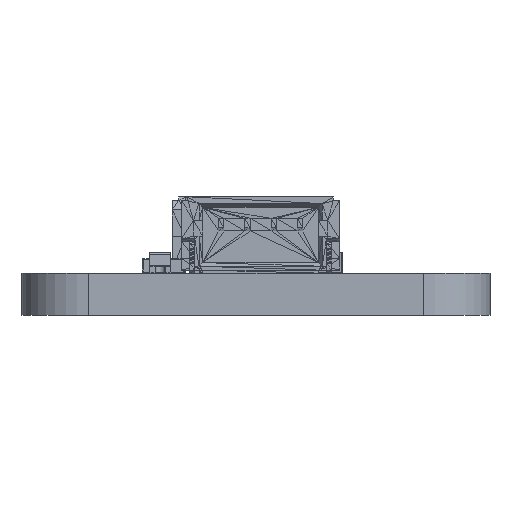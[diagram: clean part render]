
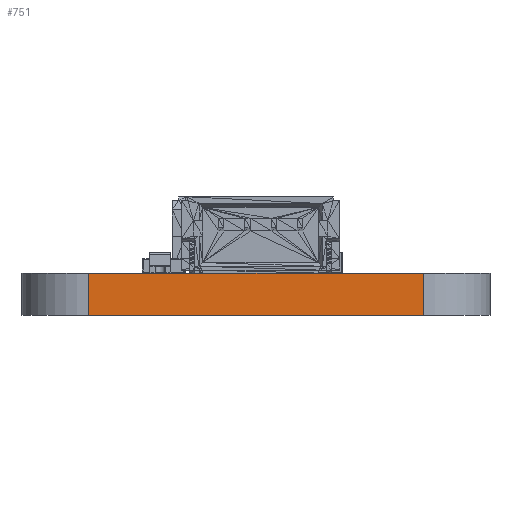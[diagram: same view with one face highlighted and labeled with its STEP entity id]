
A CAD part, left-side view. The second image highlights one B-rep face of the part: STEP entity #751.
In plain terms, the highlighted planar face has unit normal (-1, 0, 0).
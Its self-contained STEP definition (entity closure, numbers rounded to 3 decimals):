
#95 = VECTOR ( 'NONE', #14197, 1000. ) ;
#493 = VERTEX_POINT ( 'NONE', #37672 ) ;
#751 = ADVANCED_FACE ( 'NONE', ( #1813 ), #17687, .T. ) ;
#755 = ORIENTED_EDGE ( 'NONE', *, *, #10085, .F. ) ;
#1577 = VECTOR ( 'NONE', #26995, 1000. ) ;
#1813 = FACE_OUTER_BOUND ( 'NONE', #12929, .T. ) ;
#1846 = ORIENTED_EDGE ( 'NONE', *, *, #5515, .F. ) ;
#2023 = CARTESIAN_POINT ( 'NONE',  ( 0., 15.24, -1.6 ) ) ;
#2218 = AXIS2_PLACEMENT_3D ( 'NONE', #27141, #39706, #30432 ) ;
#2364 = EDGE_CURVE ( 'NONE', #30381, #493, #13793, .T. ) ;
#5515 = EDGE_CURVE ( 'NONE', #30381, #21974, #27199, .T. ) ;
#6424 = LINE ( 'NONE', #9910, #32097 ) ;
#9354 = DIRECTION ( 'NONE',  ( 0., -1., 0. ) ) ;
#9910 = CARTESIAN_POINT ( 'NONE',  ( 0., 2.54, -1.6 ) ) ;
#10085 = EDGE_CURVE ( 'NONE', #21974, #36902, #34273, .T. ) ;
#12929 = EDGE_LOOP ( 'NONE', ( #755, #1846, #17909, #35800 ) ) ;
#13793 = LINE ( 'NONE', #2023, #95 ) ;
#14197 = DIRECTION ( 'NONE',  ( 0., -1., 0. ) ) ;
#17687 = PLANE ( 'NONE',  #2218 ) ;
#17909 = ORIENTED_EDGE ( 'NONE', *, *, #2364, .T. ) ;
#19606 = DIRECTION ( 'NONE',  ( 0., 0., 1. ) ) ;
#21717 = CARTESIAN_POINT ( 'NONE',  ( 0., 15.24, 0. ) ) ;
#21974 = VERTEX_POINT ( 'NONE', #35049 ) ;
#26995 = DIRECTION ( 'NONE',  ( 0., 0., 1. ) ) ;
#27141 = CARTESIAN_POINT ( 'NONE',  ( 0., 15.24, -1.6 ) ) ;
#27199 = LINE ( 'NONE', #36469, #1577 ) ;
#27421 = CARTESIAN_POINT ( 'NONE',  ( 0., 15.24, -1.6 ) ) ;
#28732 = EDGE_CURVE ( 'NONE', #493, #36902, #6424, .T. ) ;
#30381 = VERTEX_POINT ( 'NONE', #27421 ) ;
#30432 = DIRECTION ( 'NONE',  ( 0., 0., 1. ) ) ;
#32097 = VECTOR ( 'NONE', #19606, 1000. ) ;
#34273 = LINE ( 'NONE', #21717, #39721 ) ;
#35049 = CARTESIAN_POINT ( 'NONE',  ( 0., 15.24, 0. ) ) ;
#35800 = ORIENTED_EDGE ( 'NONE', *, *, #28732, .T. ) ;
#36469 = CARTESIAN_POINT ( 'NONE',  ( 0., 15.24, -1.6 ) ) ;
#36902 = VERTEX_POINT ( 'NONE', #39708 ) ;
#37672 = CARTESIAN_POINT ( 'NONE',  ( 0., 2.54, -1.6 ) ) ;
#39706 = DIRECTION ( 'NONE',  ( -1., 0., 0. ) ) ;
#39708 = CARTESIAN_POINT ( 'NONE',  ( 0., 2.54, 0. ) ) ;
#39721 = VECTOR ( 'NONE', #9354, 1000. ) ;
